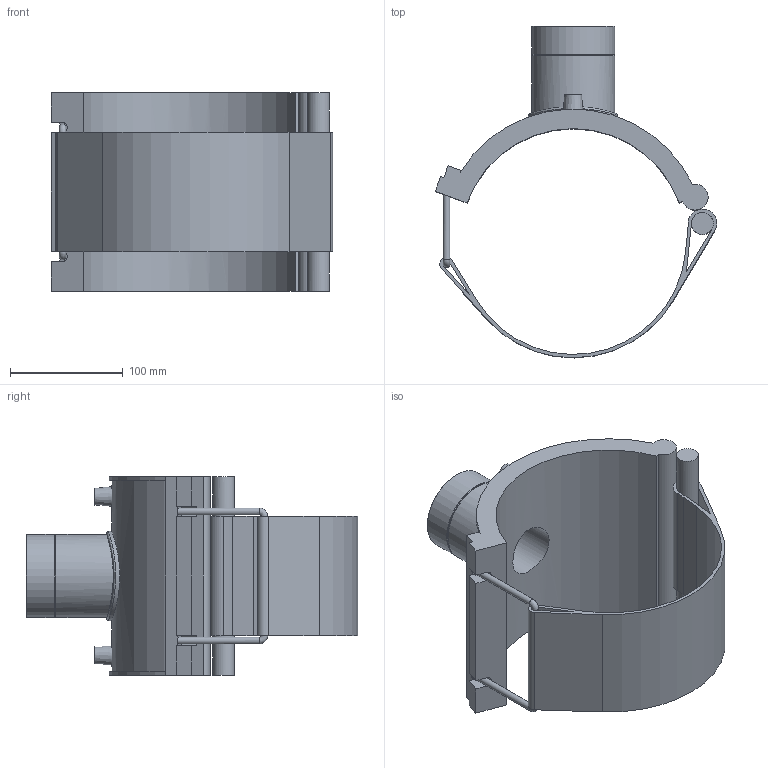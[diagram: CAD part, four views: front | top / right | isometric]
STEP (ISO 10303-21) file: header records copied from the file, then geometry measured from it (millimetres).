
FILE_DESCRIPTION(/* description */ ('PLASSON TRANSITION SADDLE 200-2"'),/* implementation_level */ '2;1');
FILE_NAME(/* name */ '493804200020.ipt.stp',/* time_stamp */ '2017-11-06T09:16:45+02:00',/* author */ ('KIM'),/* organization */ (''),/* preprocessor_version */ 'ST-DEVELOPER v15.6',/* originating_system */ 'Autodesk Inventor 2015',/* authorisation */ '');
FILE_SCHEMA (('AUTOMOTIVE_DESIGN { 1 0 10303 214 3 1 1 }'));
Length unit declared in the file: millimetre
Products named in the file (1): 493804200020
Bounding box: 249.43 x 293.99 x 176 mm (x, y, z)
Volume: 1168840.7 mm3; surface area: 262751 mm2
Topology: 1 solids, 1 shells, 80 faces, 200 edges, 127 vertices
Faces by surface type: plane 44, cylinder 28, cone 5, torus 2, bspline 1
Full cylindrical faces by diameter (mm): 4 x2, 6 x2, 10 x2, 19.385 x1, 45.325 x1, 56.656 x1, 72.653 x1, 73.653 x2, 79.318 x1
Entity records: 2626 total; most frequent: CARTESIAN_POINT 774, DIRECTION 387, ORIENTED_EDGE 342, EDGE_CURVE 170, AXIS2_PLACEMENT_3D 144, VERTEX_POINT 118, EDGE_LOOP 117, LINE 99
